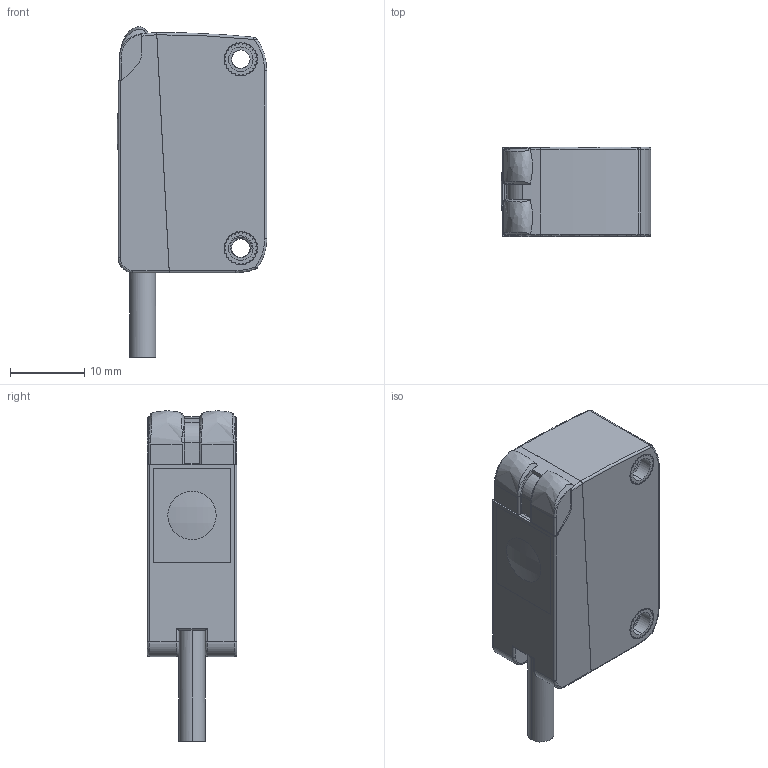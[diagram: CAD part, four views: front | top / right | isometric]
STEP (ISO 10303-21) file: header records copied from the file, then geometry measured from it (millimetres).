
FILE_DESCRIPTION (( 'STEP AP214' ), '1' );
FILE_NAME ('OS10S-堤盄宒湍偌瑩.STEP', '2024-10-25T08:41:40', ( '' ), ( '' ), 'SwSTEP 2.0', 'SolidWorks 2023', '' );
FILE_SCHEMA (( 'AUTOMOTIVE_DESIGN' ));
Length unit declared in the file: millimetre
Products named in the file (1): OS10S-出线式带按键
Bounding box: 20.12 x 12 x 44.42 mm (x, y, z)
Volume: 7431.1 mm3; surface area: 3196.8 mm2
Topology: 1 solids, 1 shells, 539 faces, 1533 edges, 1011 vertices
Faces by surface type: cylinder 432, plane 65, bspline 42
Entity records: 27810 total; most frequent: CARTESIAN_POINT 14185, ORIENTED_EDGE 3064, DIRECTION 2694, EDGE_CURVE 1532, AXIS2_PLACEMENT_3D 1070, VERTEX_POINT 1011, CIRCLE 572, EDGE_LOOP 559
